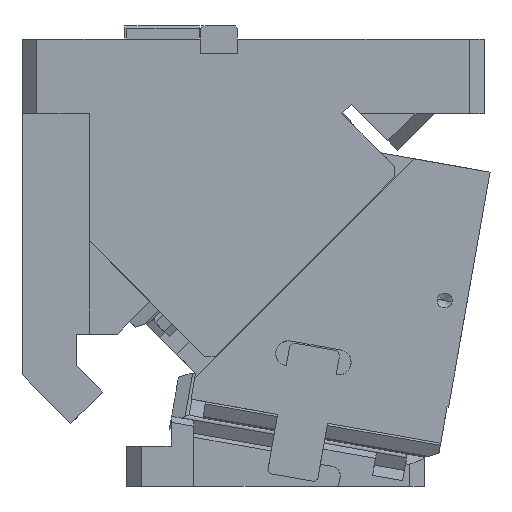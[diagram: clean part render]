
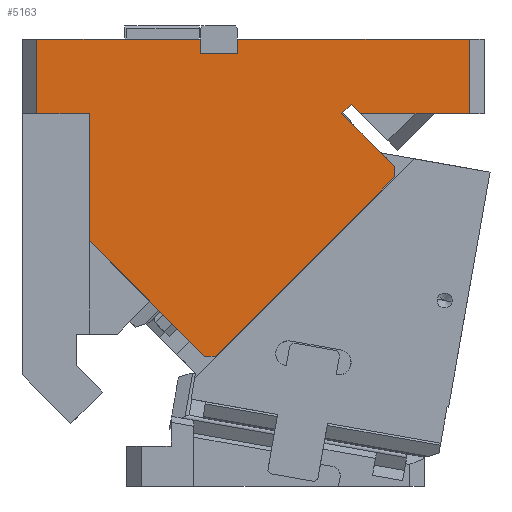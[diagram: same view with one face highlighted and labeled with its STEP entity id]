
A CAD part, front view. The second image highlights one B-rep face of the part: STEP entity #5163.
In plain terms, the highlighted planar face has unit normal (0, -1, 0).
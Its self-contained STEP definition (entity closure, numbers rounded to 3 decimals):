
#589=CARTESIAN_POINT('Vertex',(-300.,-90.,180.)) ;
#592=CARTESIAN_POINT('Line Origine',(-245.25,-90.,180.)) ;
#596=CARTESIAN_POINT('Vertex',(-190.5,-90.,180.)) ;
#738=CARTESIAN_POINT('Vertex',(-300.,-90.,130.)) ;
#741=CARTESIAN_POINT('Line Origine',(-300.,-90.,155.)) ;
#758=CARTESIAN_POINT('Line Origine',(-282.5,-90.,130.)) ;
#762=CARTESIAN_POINT('Vertex',(-265.,-90.,130.)) ;
#1341=CARTESIAN_POINT('Vertex',(-265.,-90.,44.746)) ;
#1344=CARTESIAN_POINT('Line Origine',(-265.,-90.,87.373)) ;
#1522=CARTESIAN_POINT('Vertex',(-82.968,-90.,130.)) ;
#1525=CARTESIAN_POINT('Line Origine',(-86.106,-90.,133.138)) ;
#1529=CARTESIAN_POINT('Vertex',(-89.244,-90.,136.276)) ;
#1868=CARTESIAN_POINT('Vertex',(-187.531,-90.,-32.723)) ;
#1871=CARTESIAN_POINT('Line Origine',(-226.266,-90.,6.011)) ;
#2142=CARTESIAN_POINT('Line Origine',(-183.996,-90.,-32.723)) ;
#2146=CARTESIAN_POINT('Vertex',(-180.46,-90.,-32.723)) ;
#2382=CARTESIAN_POINT('Vertex',(-60.252,-90.,87.485)) ;
#2385=CARTESIAN_POINT('Line Origine',(-120.356,-90.,27.381)) ;
#2420=CARTESIAN_POINT('Vertex',(-95.607,-90.,129.912)) ;
#2423=CARTESIAN_POINT('Line Origine',(-77.93,-90.,112.234)) ;
#2427=CARTESIAN_POINT('Vertex',(-60.252,-90.,94.556)) ;
#2686=CARTESIAN_POINT('Line Origine',(-60.252,-90.,91.021)) ;
#3316=CARTESIAN_POINT('Vertex',(-190.5,-90.,170.)) ;
#3319=CARTESIAN_POINT('Line Origine',(-178.,-90.,170.)) ;
#3323=CARTESIAN_POINT('Vertex',(-165.5,-90.,170.)) ;
#3349=CARTESIAN_POINT('Vertex',(-10.,-90.,130.)) ;
#3363=CARTESIAN_POINT('Vertex',(-10.,-90.,180.)) ;
#3366=CARTESIAN_POINT('Line Origine',(-10.,-90.,155.)) ;
#4043=CARTESIAN_POINT('Line Origine',(-165.5,-90.,175.)) ;
#4047=CARTESIAN_POINT('Vertex',(-165.5,-90.,180.)) ;
#4578=CARTESIAN_POINT('Line Origine',(-92.426,-90.,133.094)) ;
#4916=CARTESIAN_POINT('Line Origine',(-46.484,-90.,130.)) ;
#4953=CARTESIAN_POINT('Line Origine',(-87.75,-90.,180.)) ;
#5134=CARTESIAN_POINT('Axis2P3D Location',(0.,-90.,130.)) ;
#5139=CARTESIAN_POINT('Line Origine',(-190.5,-90.,175.)) ;
#593=DIRECTION('Vector Direction',(-1.,0.,0.)) ;
#742=DIRECTION('Vector Direction',(0.,0.,-1.)) ;
#759=DIRECTION('Vector Direction',(1.,0.,0.)) ;
#1345=DIRECTION('Vector Direction',(0.,0.,-1.)) ;
#1526=DIRECTION('Vector Direction',(0.707,0.,-0.707)) ;
#1872=DIRECTION('Vector Direction',(-0.707,0.,0.707)) ;
#2143=DIRECTION('Vector Direction',(-1.,0.,0.)) ;
#2386=DIRECTION('Vector Direction',(-0.707,0.,-0.707)) ;
#2424=DIRECTION('Vector Direction',(-0.707,0.,0.707)) ;
#2687=DIRECTION('Vector Direction',(0.,0.,1.)) ;
#3320=DIRECTION('Vector Direction',(1.,0.,0.)) ;
#3367=DIRECTION('Vector Direction',(0.,0.,1.)) ;
#4044=DIRECTION('Vector Direction',(0.,0.,1.)) ;
#4579=DIRECTION('Vector Direction',(0.707,0.,0.707)) ;
#4917=DIRECTION('Vector Direction',(1.,0.,0.)) ;
#4954=DIRECTION('Vector Direction',(-1.,0.,0.)) ;
#5135=DIRECTION('Axis2P3D Direction',(0.,1.,0.)) ;
#5136=DIRECTION('Axis2P3D XDirection',(-1.,0.,0.)) ;
#5140=DIRECTION('Vector Direction',(0.,0.,1.)) ;
#5137=AXIS2_PLACEMENT_3D('Plane Axis2P3D',#5134,#5135,#5136) ;
#5145=ORIENTED_EDGE('',*,*,#2148,.F.) ;
#5146=ORIENTED_EDGE('',*,*,#2389,.F.) ;
#5147=ORIENTED_EDGE('',*,*,#2690,.T.) ;
#5148=ORIENTED_EDGE('',*,*,#2429,.T.) ;
#5149=ORIENTED_EDGE('',*,*,#4582,.T.) ;
#5150=ORIENTED_EDGE('',*,*,#1531,.T.) ;
#5151=ORIENTED_EDGE('',*,*,#4920,.T.) ;
#5152=ORIENTED_EDGE('',*,*,#3370,.T.) ;
#5153=ORIENTED_EDGE('',*,*,#4957,.T.) ;
#5154=ORIENTED_EDGE('',*,*,#4049,.F.) ;
#5155=ORIENTED_EDGE('',*,*,#3325,.F.) ;
#5156=ORIENTED_EDGE('',*,*,#5143,.T.) ;
#5157=ORIENTED_EDGE('',*,*,#598,.T.) ;
#5158=ORIENTED_EDGE('',*,*,#745,.T.) ;
#5159=ORIENTED_EDGE('',*,*,#764,.T.) ;
#5160=ORIENTED_EDGE('',*,*,#1348,.T.) ;
#5161=ORIENTED_EDGE('',*,*,#1875,.F.) ;
#594=VECTOR('Line Direction',#593,1.) ;
#743=VECTOR('Line Direction',#742,1.) ;
#760=VECTOR('Line Direction',#759,1.) ;
#1346=VECTOR('Line Direction',#1345,1.) ;
#1527=VECTOR('Line Direction',#1526,1.) ;
#1873=VECTOR('Line Direction',#1872,1.) ;
#2144=VECTOR('Line Direction',#2143,1.) ;
#2387=VECTOR('Line Direction',#2386,1.) ;
#2425=VECTOR('Line Direction',#2424,1.) ;
#2688=VECTOR('Line Direction',#2687,1.) ;
#3321=VECTOR('Line Direction',#3320,1.) ;
#3368=VECTOR('Line Direction',#3367,1.) ;
#4045=VECTOR('Line Direction',#4044,1.) ;
#4580=VECTOR('Line Direction',#4579,1.) ;
#4918=VECTOR('Line Direction',#4917,1.) ;
#4955=VECTOR('Line Direction',#4954,1.) ;
#5141=VECTOR('Line Direction',#5140,1.) ;
#5163=ADVANCED_FACE('CAM HOLDER',(#5162),#5138,.F.) ;
#598=EDGE_CURVE('',#597,#590,#595,.T.) ;
#745=EDGE_CURVE('',#590,#739,#744,.T.) ;
#764=EDGE_CURVE('',#739,#763,#761,.T.) ;
#1348=EDGE_CURVE('',#763,#1342,#1347,.T.) ;
#1531=EDGE_CURVE('',#1530,#1523,#1528,.T.) ;
#1875=EDGE_CURVE('',#1869,#1342,#1874,.T.) ;
#2148=EDGE_CURVE('',#2147,#1869,#2145,.T.) ;
#2389=EDGE_CURVE('',#2383,#2147,#2388,.T.) ;
#2429=EDGE_CURVE('',#2428,#2421,#2426,.T.) ;
#2690=EDGE_CURVE('',#2383,#2428,#2689,.T.) ;
#3325=EDGE_CURVE('',#3317,#3324,#3322,.T.) ;
#3370=EDGE_CURVE('',#3350,#3364,#3369,.T.) ;
#4049=EDGE_CURVE('',#3324,#4048,#4046,.T.) ;
#4582=EDGE_CURVE('',#2421,#1530,#4581,.T.) ;
#4920=EDGE_CURVE('',#1523,#3350,#4919,.T.) ;
#4957=EDGE_CURVE('',#3364,#4048,#4956,.T.) ;
#5143=EDGE_CURVE('',#3317,#597,#5142,.T.) ;
#5144=EDGE_LOOP('',(#5145,#5146,#5147,#5148,#5149,#5150,#5151,#5152,#5153,#5154,#5155,#5156,#5157,#5158,#5159,#5160,#5161)) ;
#5162=FACE_OUTER_BOUND('',#5144,.T.) ;
#595=LINE('Line',#592,#594) ;
#744=LINE('Line',#741,#743) ;
#761=LINE('Line',#758,#760) ;
#1347=LINE('Line',#1344,#1346) ;
#1528=LINE('Line',#1525,#1527) ;
#1874=LINE('Line',#1871,#1873) ;
#2145=LINE('Line',#2142,#2144) ;
#2388=LINE('Line',#2385,#2387) ;
#2426=LINE('Line',#2423,#2425) ;
#2689=LINE('Line',#2686,#2688) ;
#3322=LINE('Line',#3319,#3321) ;
#3369=LINE('Line',#3366,#3368) ;
#4046=LINE('Line',#4043,#4045) ;
#4581=LINE('Line',#4578,#4580) ;
#4919=LINE('Line',#4916,#4918) ;
#4956=LINE('Line',#4953,#4955) ;
#5142=LINE('Line',#5139,#5141) ;
#5138=PLANE('Plane',#5137) ;
#590=VERTEX_POINT('',#589) ;
#597=VERTEX_POINT('',#596) ;
#739=VERTEX_POINT('',#738) ;
#763=VERTEX_POINT('',#762) ;
#1342=VERTEX_POINT('',#1341) ;
#1523=VERTEX_POINT('',#1522) ;
#1530=VERTEX_POINT('',#1529) ;
#1869=VERTEX_POINT('',#1868) ;
#2147=VERTEX_POINT('',#2146) ;
#2383=VERTEX_POINT('',#2382) ;
#2421=VERTEX_POINT('',#2420) ;
#2428=VERTEX_POINT('',#2427) ;
#3317=VERTEX_POINT('',#3316) ;
#3324=VERTEX_POINT('',#3323) ;
#3350=VERTEX_POINT('',#3349) ;
#3364=VERTEX_POINT('',#3363) ;
#4048=VERTEX_POINT('',#4047) ;
